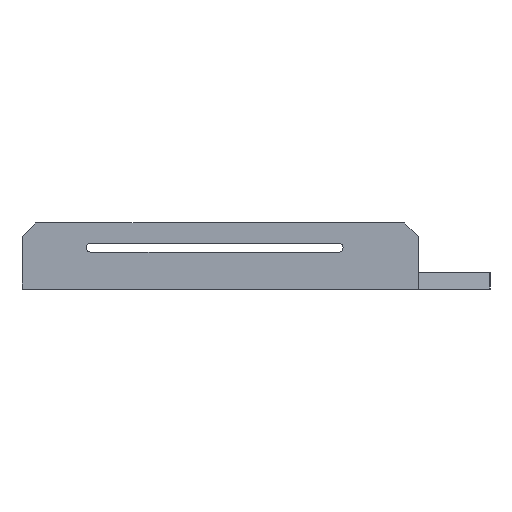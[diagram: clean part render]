
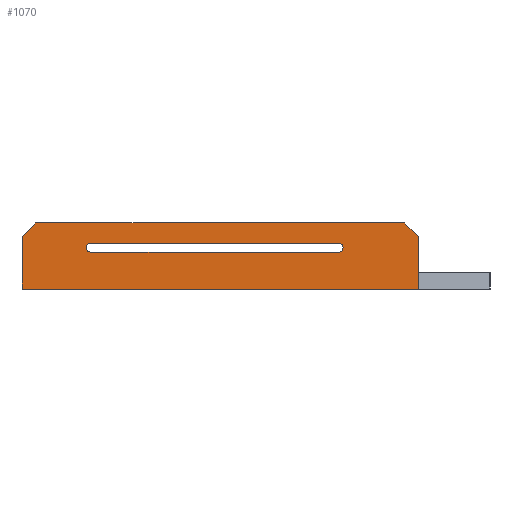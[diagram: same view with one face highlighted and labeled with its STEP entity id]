
A CAD part, left-side view. The second image highlights one B-rep face of the part: STEP entity #1070.
In plain terms, the highlighted face is planar.
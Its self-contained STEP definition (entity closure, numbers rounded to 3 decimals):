
#86 = CARTESIAN_POINT ( 'NONE',  ( 58., 85., 6. ) ) ;
#94 = VERTEX_POINT ( 'NONE', #2511 ) ;
#175 = AXIS2_PLACEMENT_3D ( 'NONE', #1672, #2089, #1291 ) ;
#187 = EDGE_CURVE ( 'NONE', #663, #1298, #319, .T. ) ;
#189 = VECTOR ( 'NONE', #1805, 1000. ) ;
#196 = CARTESIAN_POINT ( 'NONE',  ( 58., -30., -9. ) ) ;
#201 = FACE_OUTER_BOUND ( 'NONE', #842, .T. ) ;
#239 = CARTESIAN_POINT ( 'NONE',  ( 58., 85., 6. ) ) ;
#253 = VERTEX_POINT ( 'NONE', #1658 ) ;
#256 = VECTOR ( 'NONE', #1364, 1000. ) ;
#292 = ORIENTED_EDGE ( 'NONE', *, *, #421, .T. ) ;
#319 = LINE ( 'NONE', #1428, #189 ) ;
#331 = DIRECTION ( 'NONE',  ( 0., 0.707, 0.707 ) ) ;
#400 = CARTESIAN_POINT ( 'NONE',  ( 58., -31.625, -9. ) ) ;
#421 = EDGE_CURVE ( 'NONE', #884, #1019, #1447, .T. ) ;
#432 = CARTESIAN_POINT ( 'NONE',  ( 58., -59., 0. ) ) ;
#464 = VERTEX_POINT ( 'NONE', #2411 ) ;
#542 = VECTOR ( 'NONE', #1006, 1000. ) ;
#554 = CIRCLE ( 'NONE', #1229, 1.625 ) ;
#571 = DIRECTION ( 'NONE',  ( 1., 0., 0. ) ) ;
#590 = EDGE_CURVE ( 'NONE', #94, #2357, #863, .T. ) ;
#641 = VECTOR ( 'NONE', #1002, 1000. ) ;
#663 = VERTEX_POINT ( 'NONE', #778 ) ;
#670 = CARTESIAN_POINT ( 'NONE',  ( 58., -30., -9. ) ) ;
#674 = DIRECTION ( 'NONE',  ( 0., 1., 0. ) ) ;
#695 = ORIENTED_EDGE ( 'NONE', *, *, #1444, .T. ) ;
#713 = CARTESIAN_POINT ( 'NONE',  ( 58., -30., -10.625 ) ) ;
#778 = CARTESIAN_POINT ( 'NONE',  ( 58., 85., -13. ) ) ;
#842 = EDGE_LOOP ( 'NONE', ( #695, #1951, #1852, #2201, #1985, #2484 ) ) ;
#856 = CARTESIAN_POINT ( 'NONE',  ( 58., 80., -18. ) ) ;
#863 = LINE ( 'NONE', #2176, #542 ) ;
#884 = VERTEX_POINT ( 'NONE', #2415 ) ;
#1002 = DIRECTION ( 'NONE',  ( 0., 0., -1. ) ) ;
#1006 = DIRECTION ( 'NONE',  ( 0., 0.707, -0.707 ) ) ;
#1007 = ORIENTED_EDGE ( 'NONE', *, *, #2455, .T. ) ;
#1016 = AXIS2_PLACEMENT_3D ( 'NONE', #670, #2008, #1601 ) ;
#1019 = VERTEX_POINT ( 'NONE', #713 ) ;
#1043 = ORIENTED_EDGE ( 'NONE', *, *, #2195, .T. ) ;
#1054 = ORIENTED_EDGE ( 'NONE', *, *, #1343, .T. ) ;
#1063 = CARTESIAN_POINT ( 'NONE',  ( 58., 60., -7.375 ) ) ;
#1070 = ADVANCED_FACE ( 'NONE', ( #2284, #201 ), #1945, .T. ) ;
#1101 = ORIENTED_EDGE ( 'NONE', *, *, #1772, .T. ) ;
#1155 = LINE ( 'NONE', #432, #641 ) ;
#1168 = CARTESIAN_POINT ( 'NONE',  ( 58., 85., 0. ) ) ;
#1229 = AXIS2_PLACEMENT_3D ( 'NONE', #196, #1737, #1375 ) ;
#1244 = VECTOR ( 'NONE', #674, 1000. ) ;
#1284 = CARTESIAN_POINT ( 'NONE',  ( 58., 91.5, -6.5 ) ) ;
#1291 = DIRECTION ( 'NONE',  ( 0., -1., 0. ) ) ;
#1298 = VERTEX_POINT ( 'NONE', #239 ) ;
#1343 = EDGE_CURVE ( 'NONE', #2494, #253, #1536, .T. ) ;
#1364 = DIRECTION ( 'NONE',  ( 0., 1., 0. ) ) ;
#1375 = DIRECTION ( 'NONE',  ( 0., -1., 0. ) ) ;
#1386 = VECTOR ( 'NONE', #1847, 1000. ) ;
#1428 = CARTESIAN_POINT ( 'NONE',  ( 58., 85., 0. ) ) ;
#1444 = EDGE_CURVE ( 'NONE', #2357, #1952, #2028, .T. ) ;
#1447 = LINE ( 'NONE', #2458, #1386 ) ;
#1511 = LINE ( 'NONE', #86, #1244 ) ;
#1536 = CIRCLE ( 'NONE', #1016, 1.625 ) ;
#1601 = DIRECTION ( 'NONE',  ( 0., -1., 0. ) ) ;
#1658 = CARTESIAN_POINT ( 'NONE',  ( 58., -30., -7.375 ) ) ;
#1672 = CARTESIAN_POINT ( 'NONE',  ( 58., 60., -9. ) ) ;
#1737 = DIRECTION ( 'NONE',  ( -1., 0., 0. ) ) ;
#1767 = CIRCLE ( 'NONE', #175, 1.625 ) ;
#1772 = EDGE_CURVE ( 'NONE', #1019, #2494, #554, .T. ) ;
#1805 = DIRECTION ( 'NONE',  ( 0., 0., 1. ) ) ;
#1817 = EDGE_CURVE ( 'NONE', #464, #94, #1155, .T. ) ;
#1829 = LINE ( 'NONE', #1284, #2187 ) ;
#1847 = DIRECTION ( 'NONE',  ( 0., -1., 0. ) ) ;
#1852 = ORIENTED_EDGE ( 'NONE', *, *, #187, .T. ) ;
#1869 = CARTESIAN_POINT ( 'NONE',  ( 58., 0., -18. ) ) ;
#1912 = CARTESIAN_POINT ( 'NONE',  ( 58., -54., -18. ) ) ;
#1931 = VECTOR ( 'NONE', #2445, 1000. ) ;
#1945 = PLANE ( 'NONE',  #2125 ) ;
#1951 = ORIENTED_EDGE ( 'NONE', *, *, #2120, .T. ) ;
#1952 = VERTEX_POINT ( 'NONE', #856 ) ;
#1953 = EDGE_CURVE ( 'NONE', #464, #1298, #1511, .T. ) ;
#1985 = ORIENTED_EDGE ( 'NONE', *, *, #1817, .T. ) ;
#2008 = DIRECTION ( 'NONE',  ( -1., 0., 0. ) ) ;
#2028 = LINE ( 'NONE', #1869, #1931 ) ;
#2054 = VERTEX_POINT ( 'NONE', #1063 ) ;
#2089 = DIRECTION ( 'NONE',  ( -1., 0., 0. ) ) ;
#2120 = EDGE_CURVE ( 'NONE', #1952, #663, #1829, .T. ) ;
#2125 = AXIS2_PLACEMENT_3D ( 'NONE', #1168, #571, #2312 ) ;
#2176 = CARTESIAN_POINT ( 'NONE',  ( 58., 6.5, -78.5 ) ) ;
#2187 = VECTOR ( 'NONE', #331, 1000. ) ;
#2195 = EDGE_CURVE ( 'NONE', #2054, #884, #1767, .T. ) ;
#2201 = ORIENTED_EDGE ( 'NONE', *, *, #1953, .F. ) ;
#2284 = FACE_BOUND ( 'NONE', #2375, .T. ) ;
#2312 = DIRECTION ( 'NONE',  ( 0., 1., 0. ) ) ;
#2329 = LINE ( 'NONE', #2331, #256 ) ;
#2331 = CARTESIAN_POINT ( 'NONE',  ( 58., 60., -7.375 ) ) ;
#2357 = VERTEX_POINT ( 'NONE', #1912 ) ;
#2375 = EDGE_LOOP ( 'NONE', ( #1043, #292, #1101, #1054, #1007 ) ) ;
#2411 = CARTESIAN_POINT ( 'NONE',  ( 58., -59., 6. ) ) ;
#2415 = CARTESIAN_POINT ( 'NONE',  ( 58., 60., -10.625 ) ) ;
#2445 = DIRECTION ( 'NONE',  ( 0., 1., 0. ) ) ;
#2455 = EDGE_CURVE ( 'NONE', #253, #2054, #2329, .T. ) ;
#2458 = CARTESIAN_POINT ( 'NONE',  ( 58., 60., -10.625 ) ) ;
#2484 = ORIENTED_EDGE ( 'NONE', *, *, #590, .T. ) ;
#2494 = VERTEX_POINT ( 'NONE', #400 ) ;
#2511 = CARTESIAN_POINT ( 'NONE',  ( 58., -59., -13. ) ) ;
